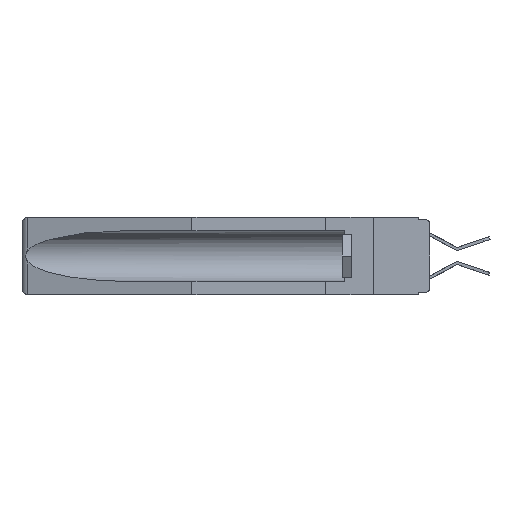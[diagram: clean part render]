
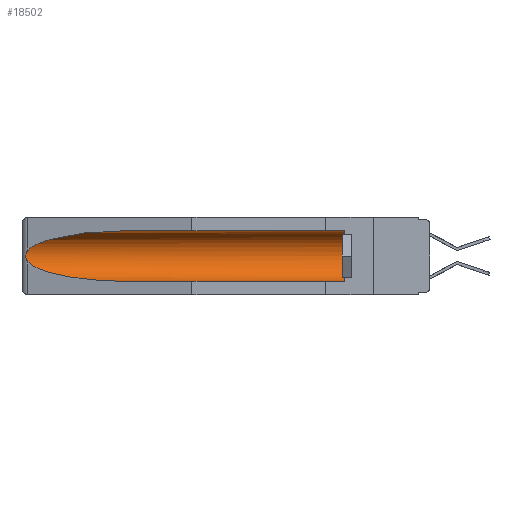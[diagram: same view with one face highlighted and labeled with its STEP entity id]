
A CAD part, left-side view. The second image highlights one B-rep face of the part: STEP entity #18502.
In plain terms, the highlighted cylindrical face has radius 2.857 mm (diameter 5.715 mm), a partial arc.
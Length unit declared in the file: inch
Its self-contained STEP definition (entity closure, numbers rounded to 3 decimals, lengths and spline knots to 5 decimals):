
#117 = FACE_OUTER_BOUND ( 'NONE', #23055, .T. ) ;
#442 = CARTESIAN_POINT ( 'NONE',  ( 0.26654, 1.53092, -0.15636 ) ) ;
#616 = ORIENTED_EDGE ( 'NONE', *, *, #25474, .T. ) ;
#1131 = CARTESIAN_POINT ( 'NONE',  ( 0.155, 1.07973, -0.284 ) ) ;
#1341 = LINE ( 'NONE', #3229, #6866 ) ;
#2181 = CARTESIAN_POINT ( 'NONE',  ( 0.2675, 1.53308, -0.16763 ) ) ;
#2252 =( BOUNDED_CURVE ( )  B_SPLINE_CURVE ( 3, ( #7564, #25726, #21562, #1131 ),
 .UNSPECIFIED., .F., .F. ) 
 B_SPLINE_CURVE_WITH_KNOTS ( ( 4, 4 ),
 ( 0.1948, 1.5708 ),
 .UNSPECIFIED. ) 
 CURVE ( )  GEOMETRIC_REPRESENTATION_ITEM ( )  RATIONAL_B_SPLINE_CURVE ( ( 1., 0.848, 0.848, 1. ) ) 
 REPRESENTATION_ITEM ( '' )  );
#2272 = DIRECTION ( 'NONE',  ( 0., 1., 0. ) ) ;
#2453 = CARTESIAN_POINT ( 'NONE',  ( 0.26597, 1.5296, -0.19026 ) ) ;
#2552 = CYLINDRICAL_SURFACE ( 'NONE', #7284, 0.1125 ) ;
#2928 = VERTEX_POINT ( 'NONE', #10824 ) ;
#3055 = ORIENTED_EDGE ( 'NONE', *, *, #10842, .T. ) ;
#3229 = CARTESIAN_POINT ( 'NONE',  ( 0.155, -0.30754, -0.284 ) ) ;
#4336 = CARTESIAN_POINT ( 'NONE',  ( 0.155, 1.07973, -0.284 ) ) ;
#4885 = AXIS2_PLACEMENT_3D ( 'NONE', #19905, #24071, #11693 ) ;
#6338 = EDGE_CURVE ( 'NONE', #24618, #14192, #7706, .T. ) ;
#6655 = VERTEX_POINT ( 'NONE', #15495 ) ;
#6866 = VECTOR ( 'NONE', #9275, 39.37008 ) ;
#6870 = CARTESIAN_POINT ( 'NONE',  ( 0.25451, 1.48313, -0.09465 ) ) ;
#7126 = CARTESIAN_POINT ( 'NONE',  ( 0.26537, 1.52718, -0.19328 ) ) ;
#7284 = AXIS2_PLACEMENT_3D ( 'NONE', #22716, #2272, #20429 ) ;
#7564 = CARTESIAN_POINT ( 'NONE',  ( 0.26537, 1.52718, -0.19328 ) ) ;
#7706 = LINE ( 'NONE', #7971, #10623 ) ;
#7971 = CARTESIAN_POINT ( 'NONE',  ( 0.155, -0.30754, -0.059 ) ) ;
#8296 = EDGE_CURVE ( 'NONE', #23309, #14369, #1341, .T. ) ;
#8353 = CARTESIAN_POINT ( 'NONE',  ( 0.2673, 1.53269, -0.17917 ) ) ;
#8625 = CARTESIAN_POINT ( 'NONE',  ( 0.26537, 1.52718, -0.14972 ) ) ;
#9143 = CARTESIAN_POINT ( 'NONE',  ( 0.21114, 1.30732, -0.059 ) ) ;
#9274 = CARTESIAN_POINT ( 'NONE',  ( 0.26655, 1.53094, -0.18657 ) ) ;
#9275 = DIRECTION ( 'NONE',  ( 0., 1., 0. ) ) ;
#9600 = CIRCLE ( 'NONE', #4885, 0.1125 ) ;
#10114 = CARTESIAN_POINT ( 'NONE',  ( 0.155, 1.07973, -0.059 ) ) ;
#10623 = VECTOR ( 'NONE', #15653, 39.37008 ) ;
#10824 = CARTESIAN_POINT ( 'NONE',  ( 0.26537, 1.52718, -0.19328 ) ) ;
#10828 = CARTESIAN_POINT ( 'NONE',  ( 0.155, 0.126, -0.059 ) ) ;
#10842 = EDGE_CURVE ( 'NONE', #23309, #24618, #9600, .T. ) ;
#11536 =( BOUNDED_CURVE ( )  B_SPLINE_CURVE ( 3, ( #17225, #9143, #6870, #12897 ),
 .UNSPECIFIED., .F., .F. ) 
 B_SPLINE_CURVE_WITH_KNOTS ( ( 4, 4 ),
 ( 4.71239, 6.08839 ),
 .UNSPECIFIED. ) 
 CURVE ( )  GEOMETRIC_REPRESENTATION_ITEM ( )  RATIONAL_B_SPLINE_CURVE ( ( 1., 0.848, 0.848, 1. ) ) 
 REPRESENTATION_ITEM ( '' )  );
#11693 = DIRECTION ( 'NONE',  ( 0., 0., 1. ) ) ;
#12897 = CARTESIAN_POINT ( 'NONE',  ( 0.26537, 1.52718, -0.14972 ) ) ;
#13170 = CARTESIAN_POINT ( 'NONE',  ( 0.26597, 1.52961, -0.15275 ) ) ;
#13675 = B_SPLINE_CURVE_WITH_KNOTS ( 'NONE', 3,
 ( #8625, #13170, #442, #16573, #2181, #25678, #8353, #9274, #2453, #7126 ),
 .UNSPECIFIED., .F., .F.,
 ( 4, 2, 2, 2, 4 ),
 ( 0., 0.00029, 0.00058, 0.00087, 0.00117 ),
 .UNSPECIFIED. ) ;
#14192 = VERTEX_POINT ( 'NONE', #10114 ) ;
#14291 = EDGE_CURVE ( 'NONE', #6655, #2928, #13675, .T. ) ;
#14369 = VERTEX_POINT ( 'NONE', #4336 ) ;
#14830 = CARTESIAN_POINT ( 'NONE',  ( 0.155, 0.126, -0.284 ) ) ;
#15495 = CARTESIAN_POINT ( 'NONE',  ( 0.26537, 1.52718, -0.14972 ) ) ;
#15653 = DIRECTION ( 'NONE',  ( 0., 1., 0. ) ) ;
#16573 = CARTESIAN_POINT ( 'NONE',  ( 0.2673, 1.5327, -0.16383 ) ) ;
#16735 = ORIENTED_EDGE ( 'NONE', *, *, #23462, .T. ) ;
#17151 = ORIENTED_EDGE ( 'NONE', *, *, #8296, .F. ) ;
#17225 = CARTESIAN_POINT ( 'NONE',  ( 0.155, 1.07973, -0.059 ) ) ;
#18502 = ADVANCED_FACE ( 'NONE', ( #117 ), #2552, .F. ) ;
#19905 = CARTESIAN_POINT ( 'NONE',  ( 0.155, 0.126, -0.1715 ) ) ;
#20115 = ORIENTED_EDGE ( 'NONE', *, *, #6338, .T. ) ;
#20429 = DIRECTION ( 'NONE',  ( 0., 0., 1. ) ) ;
#21562 = CARTESIAN_POINT ( 'NONE',  ( 0.21114, 1.30732, -0.284 ) ) ;
#22716 = CARTESIAN_POINT ( 'NONE',  ( 0.155, -0.30754, -0.1715 ) ) ;
#23055 = EDGE_LOOP ( 'NONE', ( #616, #26190, #16735, #17151, #3055, #20115 ) ) ;
#23309 = VERTEX_POINT ( 'NONE', #14830 ) ;
#23462 = EDGE_CURVE ( 'NONE', #2928, #14369, #2252, .T. ) ;
#24071 = DIRECTION ( 'NONE',  ( 0., -1., 0. ) ) ;
#24618 = VERTEX_POINT ( 'NONE', #10828 ) ;
#25474 = EDGE_CURVE ( 'NONE', #14192, #6655, #11536, .T. ) ;
#25678 = CARTESIAN_POINT ( 'NONE',  ( 0.2675, 1.53308, -0.17534 ) ) ;
#25726 = CARTESIAN_POINT ( 'NONE',  ( 0.25451, 1.48313, -0.24835 ) ) ;
#26190 = ORIENTED_EDGE ( 'NONE', *, *, #14291, .T. ) ;
